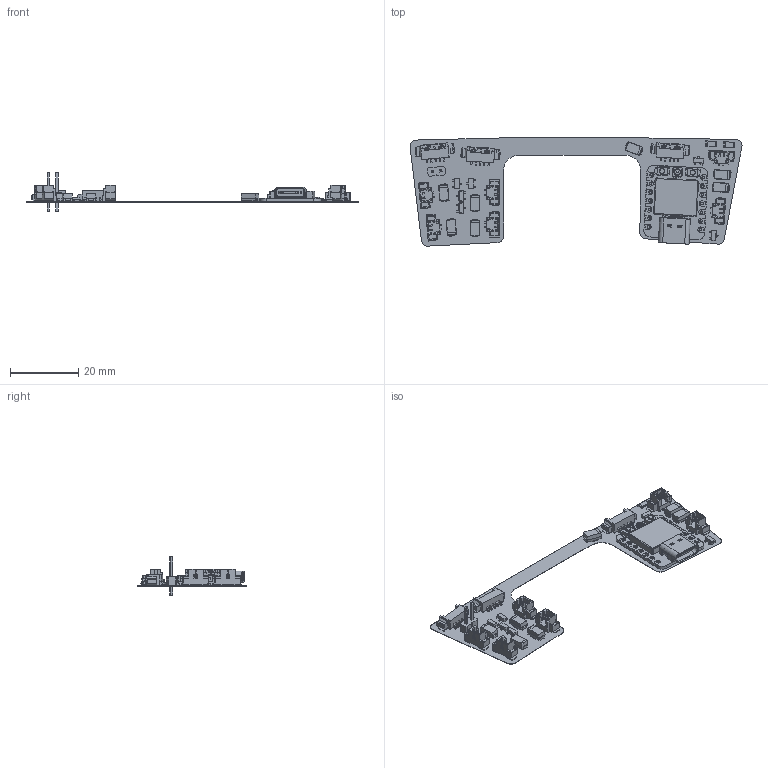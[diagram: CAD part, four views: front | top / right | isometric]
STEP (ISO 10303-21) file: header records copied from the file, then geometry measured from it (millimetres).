
FILE_DESCRIPTION(('KiCad electronic assembly'),'2;1');
FILE_NAME('Pneumatactors_1Xiao_3PiezoPumps_6Valves.step', '2025-06-14T23:51:22',('Pcbnew'),('Kicad'), 'Open CASCADE STEP processor 7.8','KiCad to STEP converter','Unknown' );
FILE_SCHEMA(('AUTOMOTIVE_DESIGN { 1 0 10303 214 1 1 1 1 }'));
Length unit declared in the file: millimetre
Products named in the file (39): Pneumatactors_1Xiao_3PiezoPumps_6Valves 1; SOT-23; D_SMA; 533984002; R_1206_3216Metric; Seeed Studio XIAO-ESP32-C3; USB TYPE C PORT; USB TYPE C PORT (1); BOSS-EXTRUDE14_8_; BOSS-EXTRUDE7_4_; BOSS-EXTRUDE7_3_; BOSS-EXTRUDE14_4_; BOSS-EXTRUDE14_2_; BOSS-EXTRUDE14_11_; BOSS-EXTRUDE7_7_; BOSS-EXTRUDE14_9_; BOSS-EXTRUDE14_3_; BOSS-EXTRUDE14_7_; MIRROR2; BOSS-EXTRUDE14_5_; BOSS-EXTRUDE14_12_; BOSS-EXTRUDE7_8_; BOSS-EXTRUDE7_1_; BOSS-EXTRUDE14_10_; BOSS-EXTRUDE7_9_; BOSS-EXTRUDE14_6_; CHAMFER9; BOSS-EXTRUDE14_1_; BOSS-EXTRUDE7_6_; BOSS-EXTRUDE7_2_; CUT-EXTRUDE5; BOSS-EXTRUDE7_5_; U.FL Connector v1; Button (1); Shield; SOLID; PinHeader_1x02_P2.54mm_Vertical; 0532610571; Pneumatactors_1Xiao_3PiezoPumps_6Valves_Curved_PCB
Assembly tree (58 placements, depth 5):
  Pneumatactors_1Xiao_3PiezoPumps_6Valves 1
    SOT-23  x6
    D_SMA  x7
    533984002  x6
    R_1206_3216Metric  x2
    Seeed Studio XIAO-ESP32-C3
      USB TYPE C PORT
        USB TYPE C PORT (1)
          BOSS-EXTRUDE14_8_
          BOSS-EXTRUDE7_4_
          BOSS-EXTRUDE7_3_
          BOSS-EXTRUDE14_4_
          BOSS-EXTRUDE14_2_
          BOSS-EXTRUDE14_11_
          BOSS-EXTRUDE7_7_
          BOSS-EXTRUDE14_9_
          BOSS-EXTRUDE14_3_
          BOSS-EXTRUDE14_7_
          MIRROR2
          BOSS-EXTRUDE14_5_
          BOSS-EXTRUDE14_12_
          BOSS-EXTRUDE7_8_
          BOSS-EXTRUDE7_1_
          BOSS-EXTRUDE14_10_
          BOSS-EXTRUDE7_9_
          BOSS-EXTRUDE14_6_
          CHAMFER9
          BOSS-EXTRUDE14_1_
          BOSS-EXTRUDE7_6_
          BOSS-EXTRUDE7_2_
          CUT-EXTRUDE5
          BOSS-EXTRUDE7_5_
      U.FL Connector v1
      Button (1)  x2
      Shield
      SOLID
    PinHeader_1x02_P2.54mm_Vertical
    0532610571  x3
    Pneumatactors_1Xiao_3PiezoPumps_6Valves_Curved_PCB
Bounding box: 96.95 x 31.62 x 11.54 mm (x, y, z)
Volume: 1505.9 mm3; surface area: 8156.9 mm2
Topology: 57 solids, 57 shells, 3103 faces, 8216 edges, 5303 vertices
Faces by surface type: plane 2421, cylinder 418, bspline 234, torus 14, cone 9, sphere 7
Full cylindrical faces by diameter (mm): 0.5 x3, 0.6 x2, 0.7 x2, 0.75 x14, 1 x2, 1.5 x2, 1.524 x6, 1.65 x1, 1.9 x1, 2 x2
Entity records: 47015 total; most frequent: CARTESIAN_POINT 7942, ORIENTED_EDGE 7286, DIRECTION 6969, EDGE_CURVE 3643, LINE 3033, VECTOR 3033, VERTEX_POINT 2365, AXIS2_PLACEMENT_3D 1968
